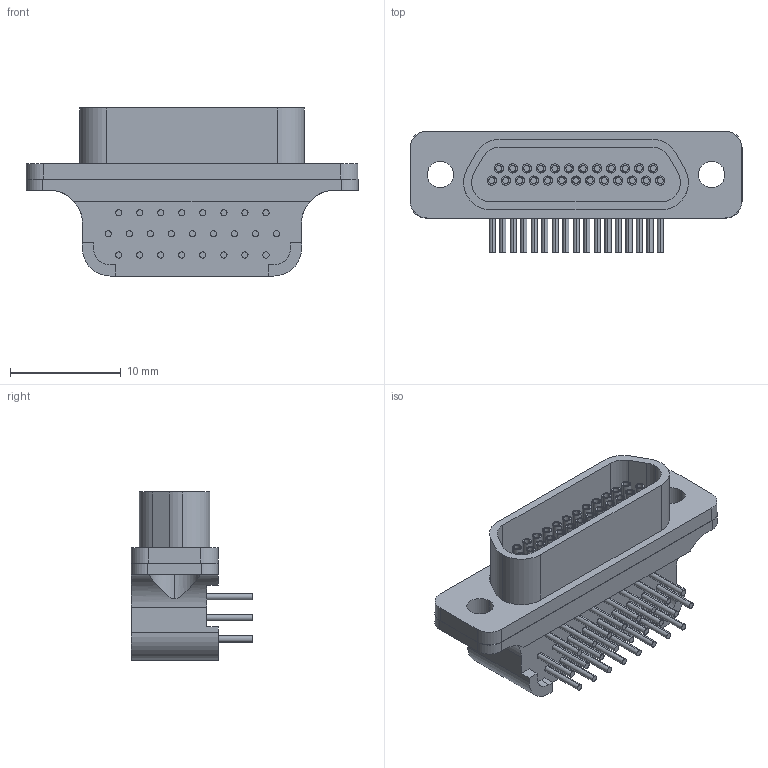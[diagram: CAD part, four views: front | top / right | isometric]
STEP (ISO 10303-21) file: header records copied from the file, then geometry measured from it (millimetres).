
FILE_DESCRIPTION(('STEP AP242'),'1');
FILE_NAME('gmr7590c-25s1bb.stp','2019-12-27T10:11:22',('TraceParts'),('TraceParts S.A.'),'Spatial InterOp 3D',' ',' ');
FILE_SCHEMA(('AP242_MANAGED_MODEL_BASED_3D_ENGINEERING_MIM_LF {1 0 10303 442 1 1 4}'));
Length unit declared in the file: millimetre
Products named in the file (1): gmr7590c-25s1bb
Bounding box: 30.01 x 11.01 x 15.19 mm (x, y, z)
Volume: 1859.4 mm3; surface area: 2191 mm2
Topology: 1 solids, 8 shells, 538 faces, 1287 edges, 858 vertices
Faces by surface type: plane 262, cylinder 184, bspline 92
Entity records: 28818 total; most frequent: CARTESIAN_POINT 12206, ORIENTED_EDGE 2574, DIRECTION 2359, EDGE_CURVE 1287, VERTEX_POINT 858, AXIS2_PLACEMENT_3D 813, LINE 733, VECTOR 733
